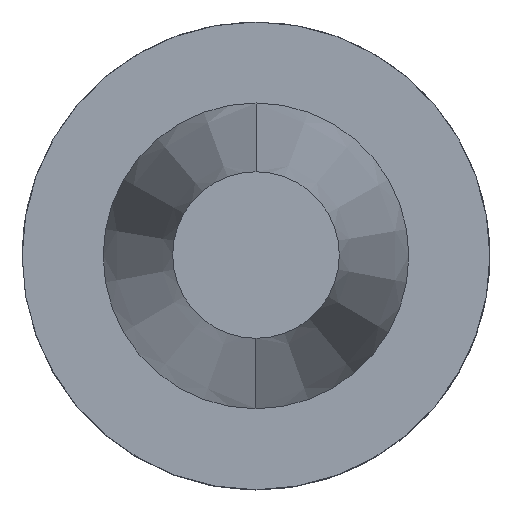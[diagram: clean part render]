
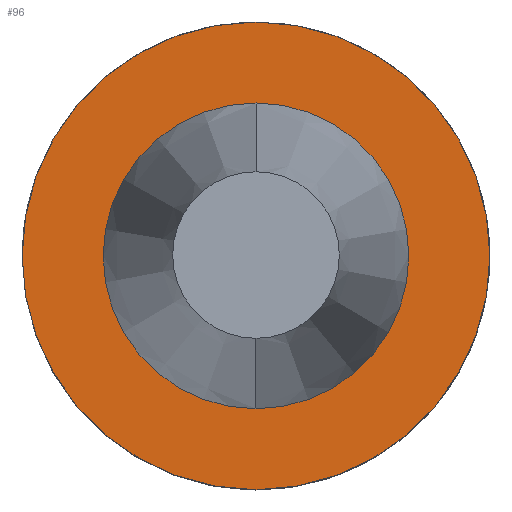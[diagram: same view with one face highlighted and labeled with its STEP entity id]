
A CAD part, top view. The second image highlights one B-rep face of the part: STEP entity #96.
In plain terms, the highlighted planar face has unit normal (0, 0, 1).
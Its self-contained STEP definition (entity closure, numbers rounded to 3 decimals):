
#75=FACE_BOUND('',#139,.T.);
#76=FACE_BOUND('',#140,.T.);
#96=ADVANCED_FACE('',(#75,#76),#120,.F.);
#120=PLANE('',#373);
#139=EDGE_LOOP('',(#174));
#140=EDGE_LOOP('',(#175,#176));
#174=ORIENTED_EDGE('',*,*,#276,.T.);
#175=ORIENTED_EDGE('',*,*,#277,.T.);
#176=ORIENTED_EDGE('',*,*,#278,.T.);
#250=VERTEX_POINT('',#555);
#251=VERTEX_POINT('',#557);
#252=VERTEX_POINT('',#558);
#276=EDGE_CURVE('',#250,#250,#314,.T.);
#277=EDGE_CURVE('',#251,#252,#315,.T.);
#278=EDGE_CURVE('',#252,#251,#316,.T.);
#314=CIRCLE('',#370,25.);
#315=CIRCLE('',#371,16.342);
#316=CIRCLE('',#372,16.342);
#370=AXIS2_PLACEMENT_3D('',#554,#435,#436);
#371=AXIS2_PLACEMENT_3D('',#556,#437,#438);
#372=AXIS2_PLACEMENT_3D('',#559,#439,#440);
#373=AXIS2_PLACEMENT_3D('',#560,#441,#442);
#435=DIRECTION('',(0.,0.,1.));
#436=DIRECTION('',(-1.,0.,0.));
#437=DIRECTION('',(0.,0.,-1.));
#438=DIRECTION('',(-1.,0.,0.));
#439=DIRECTION('',(0.,0.,-1.));
#440=DIRECTION('',(-1.,0.,0.));
#441=DIRECTION('',(0.,0.,-1.));
#442=DIRECTION('',(0.,-1.,0.));
#554=CARTESIAN_POINT('',(0.,0.,-3.2));
#555=CARTESIAN_POINT('',(-25.,0.,-3.2));
#556=CARTESIAN_POINT('',(0.,0.,-3.2));
#557=CARTESIAN_POINT('',(0.,-16.342,-3.2));
#558=CARTESIAN_POINT('',(0.,16.342,-3.2));
#559=CARTESIAN_POINT('',(0.,0.,-3.2));
#560=CARTESIAN_POINT('',(0.,0.,-3.2));
